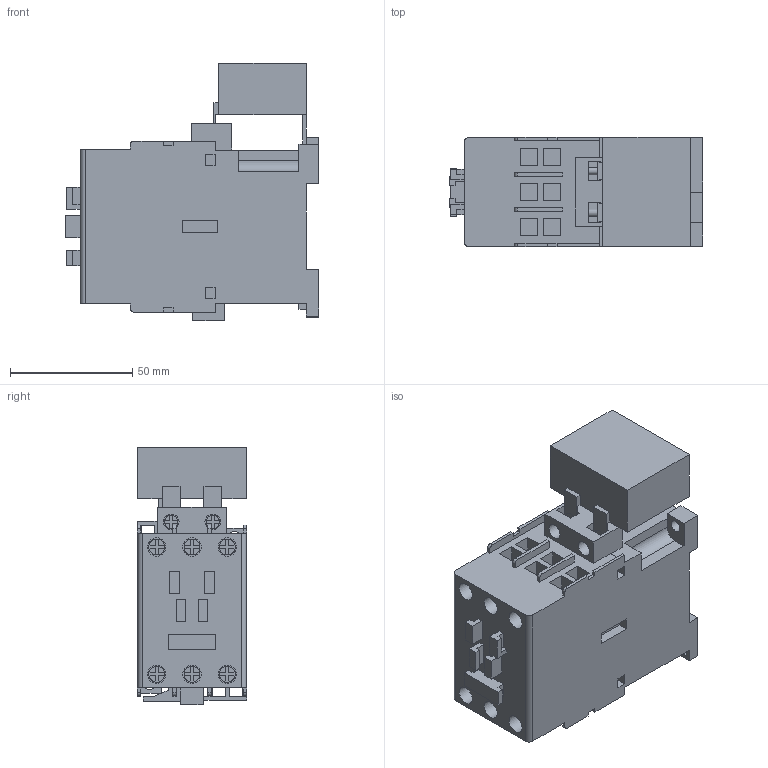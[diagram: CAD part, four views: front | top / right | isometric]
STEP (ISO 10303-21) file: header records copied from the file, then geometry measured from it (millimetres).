
FILE_DESCRIPTION(/* description */ ('Contactor with external electronic DC module'),/* implementation_level */ '2;1');
FILE_NAME(/* name */ '100-C_EY_ED_EA_FrameSize1.stp',/* time_stamp */ '2012-03-20T15:16:32+01:00',/* author */ ('bschreib'),/* organization */ ('Rockwell Automation'),/* preprocessor_version */ 'ST-DEVELOPER v11',/* originating_system */ 'SIEMENS PLM Software NX 7.5',/* authorisation */ '');
FILE_SCHEMA (('CONFIG_CONTROL_DESIGN'));
Length unit declared in the file: millimetre
Products named in the file (1): 014357_A.001
Bounding box: 103.5 x 44.6 x 105.1 mm (x, y, z)
Volume: 294670 mm3; surface area: 45485.2 mm2
Topology: 1 solids, 1 shells, 431 faces, 1169 edges, 779 vertices
Faces by surface type: plane 399, cylinder 32
Full cylindrical faces by diameter (mm): 3 x2, 4.9 x2, 5.4 x2, 6.4 x2, 6.5 x6, 7.5 x6
Entity records: 13330 total; most frequent: CARTESIAN_POINT 2340, ORIENTED_EDGE 2276, DIRECTION 2126, EDGE_CURVE 1138, LINE 1018, VECTOR 1018, VERTEX_POINT 768, AXIS2_PLACEMENT_3D 554
